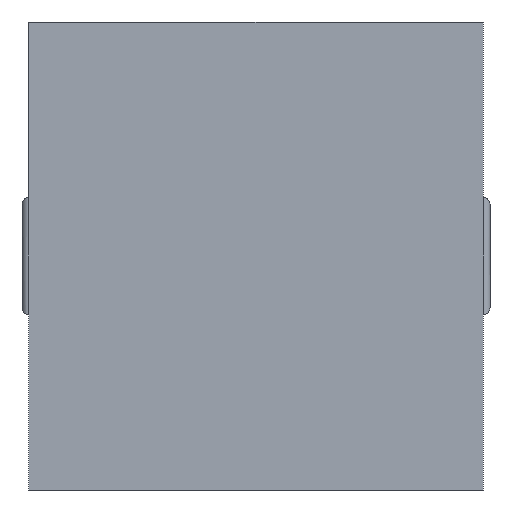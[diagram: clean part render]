
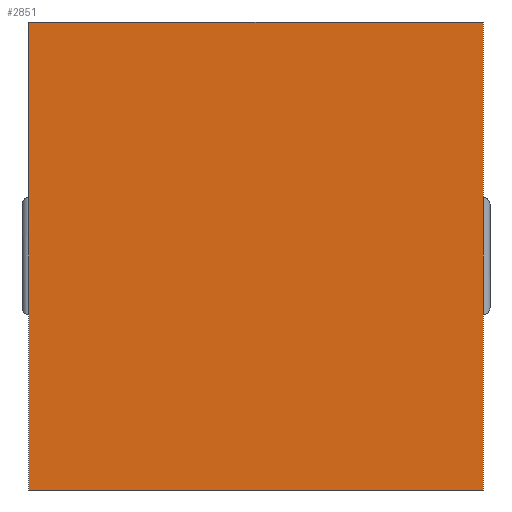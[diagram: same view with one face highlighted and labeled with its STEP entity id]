
A CAD part, front view. The second image highlights one B-rep face of the part: STEP entity #2851.
In plain terms, the highlighted planar face has unit normal (0, -1, 0).
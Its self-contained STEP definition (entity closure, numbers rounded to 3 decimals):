
#120 = EDGE_LOOP ( 'NONE', ( #1477, #234, #911, #399 ) ) ;
#184 = DIRECTION ( 'NONE',  ( 0., 0., -1. ) ) ;
#216 = FACE_OUTER_BOUND ( 'NONE', #120, .T. ) ;
#234 = ORIENTED_EDGE ( 'NONE', *, *, #2473, .F. ) ;
#267 = CARTESIAN_POINT ( 'NONE',  ( 10.1, 0., 0. ) ) ;
#303 = LINE ( 'NONE', #2106, #2826 ) ;
#325 = VERTEX_POINT ( 'NONE', #267 ) ;
#332 = CARTESIAN_POINT ( 'NONE',  ( 0., 0., 10.4 ) ) ;
#399 = ORIENTED_EDGE ( 'NONE', *, *, #3313, .T. ) ;
#443 = CARTESIAN_POINT ( 'NONE',  ( 0., 0., 10.4 ) ) ;
#471 = CARTESIAN_POINT ( 'NONE',  ( 0., 0., 0. ) ) ;
#911 = ORIENTED_EDGE ( 'NONE', *, *, #2157, .F. ) ;
#1163 = CARTESIAN_POINT ( 'NONE',  ( 10.1, 0., 10.4 ) ) ;
#1270 = VERTEX_POINT ( 'NONE', #1447 ) ;
#1295 = VECTOR ( 'NONE', #1475, 1000. ) ;
#1336 = DIRECTION ( 'NONE',  ( 0., 1., 0. ) ) ;
#1339 = VECTOR ( 'NONE', #184, 1000. ) ;
#1376 = LINE ( 'NONE', #443, #1295 ) ;
#1447 = CARTESIAN_POINT ( 'NONE',  ( 0., 0., 10.4 ) ) ;
#1448 = LINE ( 'NONE', #471, #2368 ) ;
#1475 = DIRECTION ( 'NONE',  ( 1., 0., 0. ) ) ;
#1477 = ORIENTED_EDGE ( 'NONE', *, *, #2571, .T. ) ;
#1512 = VERTEX_POINT ( 'NONE', #2545 ) ;
#1953 = LINE ( 'NONE', #1163, #1339 ) ;
#2084 = CARTESIAN_POINT ( 'NONE',  ( 0., 0., 0. ) ) ;
#2106 = CARTESIAN_POINT ( 'NONE',  ( 0., 0., 10.4 ) ) ;
#2144 = PLANE ( 'NONE',  #3096 ) ;
#2157 = EDGE_CURVE ( 'NONE', #1270, #1512, #1376, .T. ) ;
#2368 = VECTOR ( 'NONE', #2823, 1000. ) ;
#2473 = EDGE_CURVE ( 'NONE', #1512, #325, #1953, .T. ) ;
#2545 = CARTESIAN_POINT ( 'NONE',  ( 10.1, 0., 10.4 ) ) ;
#2571 = EDGE_CURVE ( 'NONE', #2658, #325, #1448, .T. ) ;
#2657 = DIRECTION ( 'NONE',  ( 0., 0., 1. ) ) ;
#2658 = VERTEX_POINT ( 'NONE', #2084 ) ;
#2823 = DIRECTION ( 'NONE',  ( 1., 0., 0. ) ) ;
#2826 = VECTOR ( 'NONE', #3189, 1000. ) ;
#2851 = ADVANCED_FACE ( 'NONE', ( #216 ), #2144, .F. ) ;
#3096 = AXIS2_PLACEMENT_3D ( 'NONE', #332, #1336, #2657 ) ;
#3189 = DIRECTION ( 'NONE',  ( 0., 0., -1. ) ) ;
#3313 = EDGE_CURVE ( 'NONE', #1270, #2658, #303, .T. ) ;
